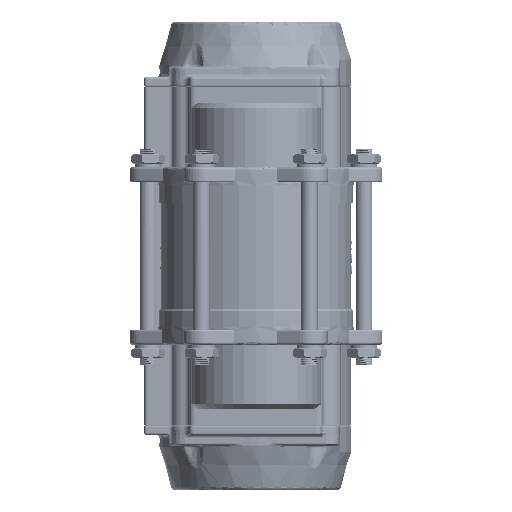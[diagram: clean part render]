
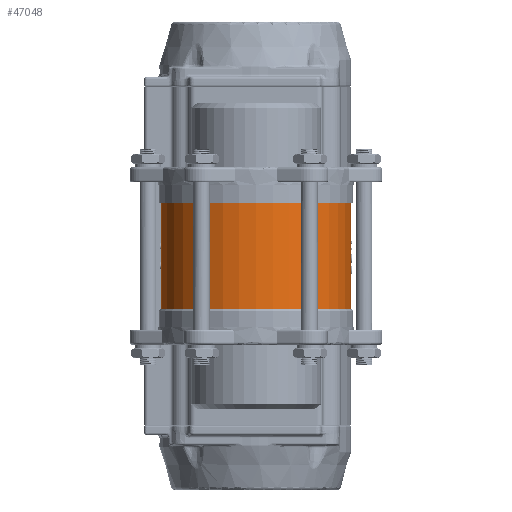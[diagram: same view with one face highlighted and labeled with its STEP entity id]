
A CAD part, front view. The second image highlights one B-rep face of the part: STEP entity #47048.
In plain terms, the highlighted cylindrical face has radius 68.5 mm (diameter 137 mm), a partial arc.
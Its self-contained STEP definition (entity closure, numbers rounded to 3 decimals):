
#2802=CYLINDRICAL_SURFACE('',#50768,68.5);
#5972=CIRCLE('',#50760,68.5);
#5978=CIRCLE('',#50769,68.5);
#10731=ORIENTED_EDGE('',*,*,#23827,.F.);
#10732=ORIENTED_EDGE('',*,*,#23818,.T.);
#10733=ORIENTED_EDGE('',*,*,#23828,.T.);
#10734=ORIENTED_EDGE('',*,*,#23829,.F.);
#23818=EDGE_CURVE('',#30470,#30468,#5972,.T.);
#23827=EDGE_CURVE('',#30470,#30476,#34707,.T.);
#23828=EDGE_CURVE('',#30468,#30477,#34708,.T.);
#23829=EDGE_CURVE('',#30476,#30477,#5978,.T.);
#30468=VERTEX_POINT('',#86949);
#30470=VERTEX_POINT('',#86952);
#30476=VERTEX_POINT('',#86970);
#30477=VERTEX_POINT('',#86972);
#34707=LINE('',#86969,#37297);
#34708=LINE('',#86971,#37298);
#37297=VECTOR('',#56965,1000.);
#37298=VECTOR('',#56966,1000.);
#39884=EDGE_LOOP('',(#10731,#10732,#10733,#10734));
#43352=FACE_BOUND('',#39884,.T.);
#47048=ADVANCED_FACE('',(#43352),#2802,.T.);
#50760=AXIS2_PLACEMENT_3D('',#86951,#56944,#56945);
#50768=AXIS2_PLACEMENT_3D('',#86968,#56963,#56964);
#50769=AXIS2_PLACEMENT_3D('',#86973,#56967,#56968);
#56944=DIRECTION('',(0.,0.,1.));
#56945=DIRECTION('',(1.,0.,0.));
#56963=DIRECTION('',(0.,0.,1.));
#56964=DIRECTION('',(1.,0.,0.));
#56965=DIRECTION('',(0.,0.,1.));
#56966=DIRECTION('',(0.,0.,1.));
#56967=DIRECTION('',(0.,0.,1.));
#56968=DIRECTION('',(1.,0.,0.));
#86949=CARTESIAN_POINT('',(68.5,0.,-38.));
#86951=CARTESIAN_POINT('',(0.,0.,-38.));
#86952=CARTESIAN_POINT('',(-68.5,0.,-38.));
#86968=CARTESIAN_POINT('',(0.,0.,-38.));
#86969=CARTESIAN_POINT('',(-68.5,0.,-38.));
#86970=CARTESIAN_POINT('',(-68.5,0.,38.));
#86971=CARTESIAN_POINT('',(68.5,0.,-38.));
#86972=CARTESIAN_POINT('',(68.5,0.,38.));
#86973=CARTESIAN_POINT('',(0.,0.,38.));
